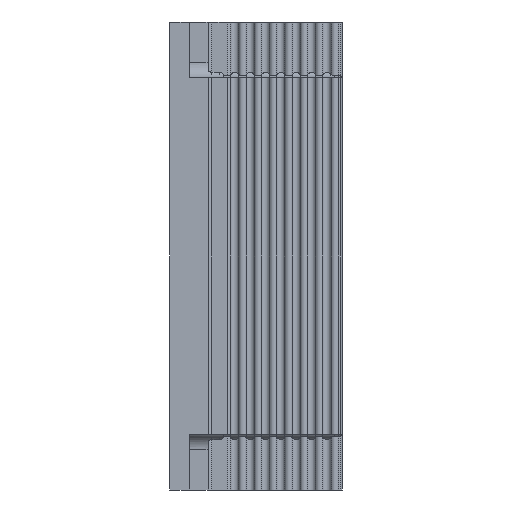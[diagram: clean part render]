
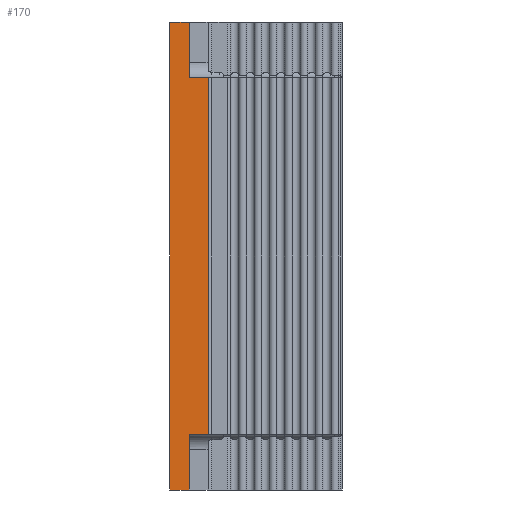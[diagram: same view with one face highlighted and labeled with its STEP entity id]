
A CAD part, left-side view. The second image highlights one B-rep face of the part: STEP entity #170.
In plain terms, the highlighted planar face has unit normal (-1, 0, 0).
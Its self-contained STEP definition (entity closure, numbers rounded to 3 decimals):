
#170=ADVANCED_FACE('',(#9300),#9302,.F.);
#9300=FACE_BOUND('',#9301,.T.);
#9301=EDGE_LOOP('',(#17077,#17078,#17079,#17080,#17081,#17082,#17083,#17084));
#9302=PLANE('',#9303);
#9303=AXIS2_PLACEMENT_3D('',#9304,#9305,#9306);
#9304=CARTESIAN_POINT('',(-113.5,-50.,122.));
#9305=DIRECTION('',(1.,0.,0.));
#9306=DIRECTION('',(0.,0.,-1.));
#17077=ORIENTED_EDGE('',*,*,#23110,.T.);
#17078=ORIENTED_EDGE('',*,*,#22375,.T.);
#17079=ORIENTED_EDGE('',*,*,#23111,.T.);
#17080=ORIENTED_EDGE('',*,*,#22359,.F.);
#17081=ORIENTED_EDGE('',*,*,#22405,.F.);
#17082=ORIENTED_EDGE('',*,*,#22391,.T.);
#17083=ORIENTED_EDGE('',*,*,#23112,.T.);
#17084=ORIENTED_EDGE('',*,*,#23113,.F.);
#22359=EDGE_CURVE('',#25385,#25387,#25388,.F.);
#22375=EDGE_CURVE('',#25418,#25419,#25420,.F.);
#22391=EDGE_CURVE('',#25443,#25449,#25451,.F.);
#22405=EDGE_CURVE('',#25443,#25385,#25475,.T.);
#23110=EDGE_CURVE('',#26883,#25418,#26884,.T.);
#23111=EDGE_CURVE('',#25419,#25387,#26885,.T.);
#23112=EDGE_CURVE('',#25449,#26886,#26887,.T.);
#23113=EDGE_CURVE('',#26883,#26886,#26888,.F.);
#25385=VERTEX_POINT('',#30430);
#25387=VERTEX_POINT('',#30434);
#25388=LINE('',#30435,#30436);
#25418=VERTEX_POINT('',#30507);
#25419=VERTEX_POINT('',#30508);
#25420=LINE('',#30509,#30510);
#25443=VERTEX_POINT('',#30560);
#25449=VERTEX_POINT('',#30573);
#25451=LINE('',#30577,#30578);
#25475=LINE('',#30632,#30633);
#26883=VERTEX_POINT('',#34080);
#26884=LINE('',#34081,#34082);
#26885=LINE('',#34084,#34085);
#26886=VERTEX_POINT('',#34087);
#26887=LINE('',#34088,#34089);
#26888=LINE('',#34091,#34092);
#30430=CARTESIAN_POINT('',(-113.5,0.,0.));
#30434=CARTESIAN_POINT('',(-113.5,0.,122.));
#30435=CARTESIAN_POINT('',(-113.5,0.,122.));
#30436=VECTOR('',#30437,1.);
#30437=DIRECTION('',(0.,0.,-1.));
#30507=CARTESIAN_POINT('',(-113.5,-5.1,107.5));
#30508=CARTESIAN_POINT('',(-113.5,-5.1,122.));
#30509=CARTESIAN_POINT('',(-113.5,-5.1,122.));
#30510=VECTOR('',#30511,1.);
#30511=DIRECTION('',(0.,0.,-1.));
#30560=CARTESIAN_POINT('',(-113.5,-5.1,0.));
#30573=CARTESIAN_POINT('',(-113.5,-5.1,14.5));
#30577=CARTESIAN_POINT('',(-113.5,-5.1,14.5));
#30578=VECTOR('',#30579,1.);
#30579=DIRECTION('',(0.,0.,-1.));
#30632=CARTESIAN_POINT('',(-113.5,-5.1,0.));
#30633=VECTOR('',#30634,1.);
#30634=DIRECTION('',(0.,1.,0.));
#34080=CARTESIAN_POINT('',(-113.5,-10.,107.5));
#34081=CARTESIAN_POINT('',(-113.5,-10.,107.5));
#34082=VECTOR('',#34083,1.);
#34083=DIRECTION('',(0.,1.,0.));
#34084=CARTESIAN_POINT('',(-113.5,-5.1,122.));
#34085=VECTOR('',#34086,1.);
#34086=DIRECTION('',(0.,1.,0.));
#34087=CARTESIAN_POINT('',(-113.5,-10.,14.5));
#34088=CARTESIAN_POINT('',(-113.5,-5.1,14.5));
#34089=VECTOR('',#34090,1.);
#34090=DIRECTION('',(0.,-1.,0.));
#34091=CARTESIAN_POINT('',(-113.5,-10.,14.5));
#34092=VECTOR('',#34093,1.);
#34093=DIRECTION('',(0.,0.,1.));
